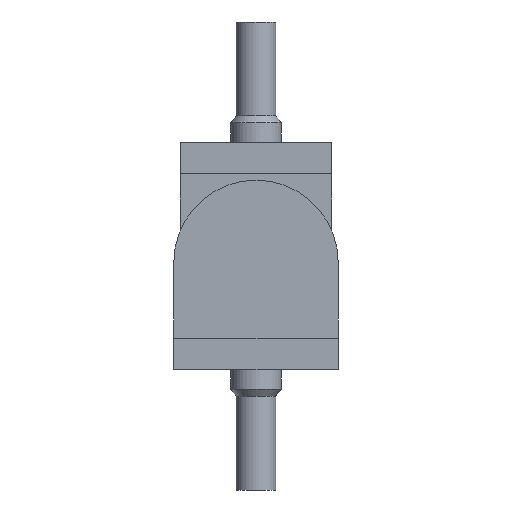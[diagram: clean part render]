
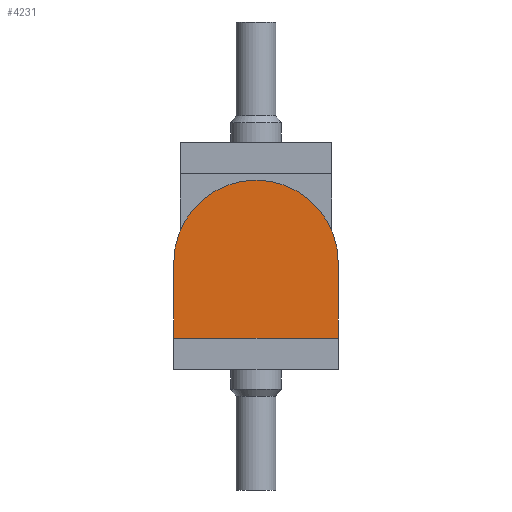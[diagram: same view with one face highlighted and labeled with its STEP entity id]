
A CAD part, left-side view. The second image highlights one B-rep face of the part: STEP entity #4231.
In plain terms, the highlighted face is planar.
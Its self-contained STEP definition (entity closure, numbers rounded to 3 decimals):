
#2148=CIRCLE('',#4009,6.5);
#2241=ORIENTED_EDGE('',*,*,#3067,.T.);
#2242=ORIENTED_EDGE('',*,*,#3048,.T.);
#2243=ORIENTED_EDGE('',*,*,#3069,.F.);
#2244=ORIENTED_EDGE('',*,*,#3058,.T.);
#2608=VECTOR('',#3538,1.);
#2616=VECTOR('',#3554,1.);
#2625=VECTOR('',#3567,1.);
#2754=LINE('',#4364,#2608);
#2762=LINE('',#4384,#2616);
#2771=LINE('',#4400,#2625);
#2901=VERTEX_POINT('',#4361);
#2902=VERTEX_POINT('',#4363);
#2909=VERTEX_POINT('',#4381);
#2910=VERTEX_POINT('',#4383);
#3048=EDGE_CURVE('',#2902,#2901,#2754,.T.);
#3058=EDGE_CURVE('',#2910,#2909,#2762,.T.);
#3067=EDGE_CURVE('',#2909,#2902,#2771,.T.);
#3069=EDGE_CURVE('',#2910,#2901,#2148,.T.);
#3245=EDGE_LOOP('',(#2241,#2242,#2243,#2244));
#3387=FACE_BOUND('',#3245,.T.);
#3538=DIRECTION('',(0.,0.,6.));
#3554=DIRECTION('',(0.,0.,-6.));
#3567=DIRECTION('',(0.,13.,0.));
#3570=DIRECTION('',(1.,0.,0.));
#3571=DIRECTION('',(0.,-1.,0.));
#3572=DIRECTION('',(-1.,0.,0.));
#3573=DIRECTION('',(0.,-6.5,0.));
#4008=AXIS2_PLACEMENT_3D('',#4403,#3570,#3571);
#4009=AXIS2_PLACEMENT_3D('',#4404,#3572,#3573);
#4169=PLANE('',#4008);
#4231=ADVANCED_FACE('',(#3387),#4169,.T.);
#4361=CARTESIAN_POINT('',(58.5,13.,8.5));
#4363=CARTESIAN_POINT('',(58.5,13.,2.5));
#4364=CARTESIAN_POINT('',(58.5,13.,2.5));
#4381=CARTESIAN_POINT('',(58.5,0.,2.5));
#4383=CARTESIAN_POINT('',(58.5,0.,8.5));
#4384=CARTESIAN_POINT('',(58.5,0.,8.5));
#4400=CARTESIAN_POINT('',(58.5,0.,2.5));
#4403=CARTESIAN_POINT('',(58.5,0.,2.5));
#4404=CARTESIAN_POINT('',(58.5,6.5,8.5));
